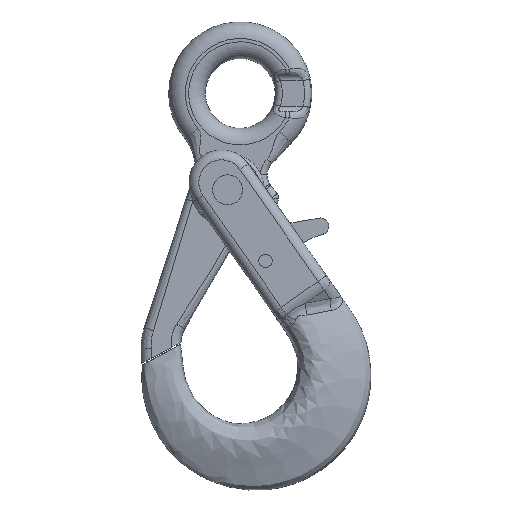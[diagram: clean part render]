
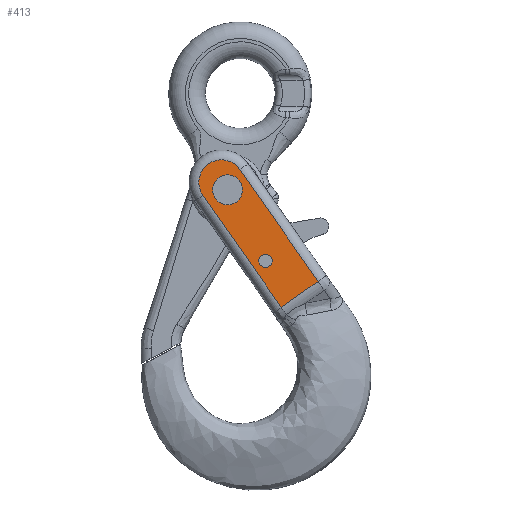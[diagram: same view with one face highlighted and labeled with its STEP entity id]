
A CAD part, top view. The second image highlights one B-rep face of the part: STEP entity #413.
In plain terms, the highlighted planar face has unit normal (0, 0, 1).
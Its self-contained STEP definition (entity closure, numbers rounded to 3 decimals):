
#413=ADVANCED_FACE('',(#514,#515,#628),#490,.F.);
#490=PLANE('',#2641);
#514=FACE_BOUND('',#790,.T.);
#515=FACE_BOUND('',#791,.T.);
#628=FACE_OUTER_BOUND('',#792,.T.);
#790=EDGE_LOOP('',(#1499));
#791=EDGE_LOOP('',(#1500));
#792=EDGE_LOOP('',(#1501,#1502,#1503,#1504));
#936=CIRCLE('',#2630,4.5);
#938=CIRCLE('',#2633,2.);
#942=CIRCLE('',#2640,6.763);
#1499=ORIENTED_EDGE('',*,*,#2166,.T.);
#1500=ORIENTED_EDGE('',*,*,#2164,.T.);
#1501=ORIENTED_EDGE('',*,*,#2187,.T.);
#1502=ORIENTED_EDGE('',*,*,#2188,.T.);
#1503=ORIENTED_EDGE('',*,*,#2189,.T.);
#1504=ORIENTED_EDGE('',*,*,#2190,.T.);
#1853=VERTEX_POINT('',#5056);
#1855=VERTEX_POINT('',#5061);
#1875=VERTEX_POINT('',#5134);
#1876=VERTEX_POINT('',#5135);
#1877=VERTEX_POINT('',#5137);
#1878=VERTEX_POINT('',#5139);
#2164=EDGE_CURVE('',#1853,#1853,#936,.T.);
#2166=EDGE_CURVE('',#1855,#1855,#938,.T.);
#2187=EDGE_CURVE('',#1875,#1876,#2350,.T.);
#2188=EDGE_CURVE('',#1876,#1877,#2351,.T.);
#2189=EDGE_CURVE('',#1877,#1878,#942,.T.);
#2190=EDGE_CURVE('',#1878,#1875,#2352,.T.);
#2350=LINE('',#5133,#2446);
#2351=LINE('',#5136,#2447);
#2352=LINE('',#5140,#2448);
#2446=VECTOR('',#3164,1.);
#2447=VECTOR('',#3165,1.);
#2448=VECTOR('',#3168,1.);
#2630=AXIS2_PLACEMENT_3D('',#5055,#3134,#3135);
#2633=AXIS2_PLACEMENT_3D('',#5060,#3140,#3141);
#2640=AXIS2_PLACEMENT_3D('',#5138,#3166,#3167);
#2641=AXIS2_PLACEMENT_3D('',#5141,#3169,#3170);
#3134=DIRECTION('',(0.,0.,-1.));
#3135=DIRECTION('',(-1.,0.,0.));
#3140=DIRECTION('',(0.,0.,-1.));
#3141=DIRECTION('',(-1.,0.,0.));
#3164=DIRECTION('',(0.819,0.574,0.));
#3165=DIRECTION('',(-0.574,0.819,0.));
#3166=DIRECTION('',(0.,0.,1.));
#3167=DIRECTION('',(-1.,0.,0.));
#3168=DIRECTION('',(0.574,-0.819,0.));
#3169=DIRECTION('',(0.,0.,-1.));
#3170=DIRECTION('',(-1.,0.,0.));
#5055=CARTESIAN_POINT('',(-3.845,53.,10.));
#5056=CARTESIAN_POINT('',(-8.345,53.,10.));
#5060=CARTESIAN_POINT('',(7.545,31.677,10.));
#5061=CARTESIAN_POINT('',(5.545,31.677,10.));
#5133=CARTESIAN_POINT('',(-4.295,6.135,10.));
#5134=CARTESIAN_POINT('',(12.292,17.749,10.));
#5135=CARTESIAN_POINT('',(23.372,25.508,10.));
#5136=CARTESIAN_POINT('',(27.668,19.373,10.));
#5137=CARTESIAN_POINT('',(-0.161,59.116,10.));
#5138=CARTESIAN_POINT('',(-5.701,55.237,10.));
#5139=CARTESIAN_POINT('',(-11.241,51.358,10.));
#5140=CARTESIAN_POINT('',(16.588,11.615,10.));
#5141=CARTESIAN_POINT('',(0.,0.,10.));
